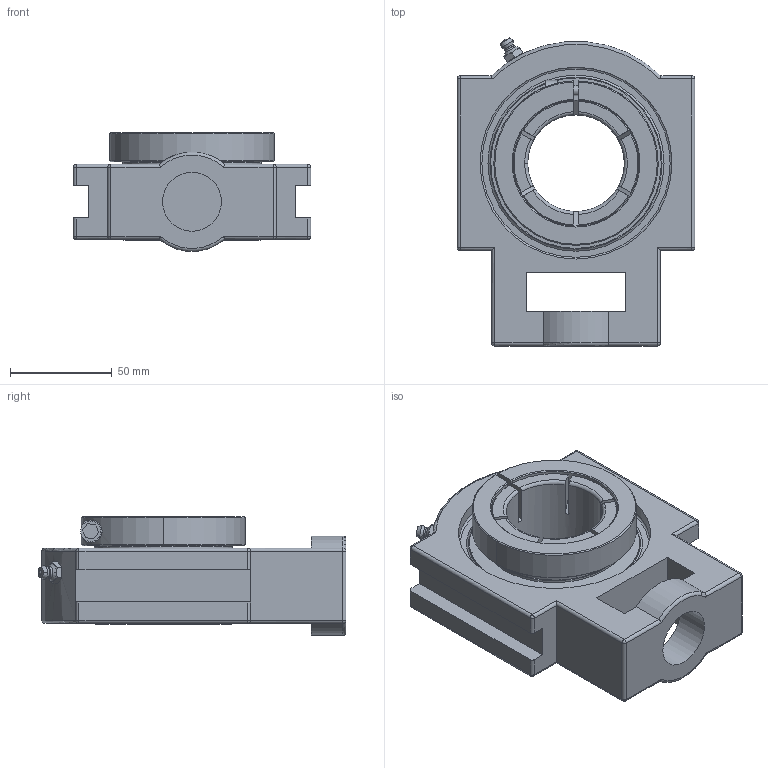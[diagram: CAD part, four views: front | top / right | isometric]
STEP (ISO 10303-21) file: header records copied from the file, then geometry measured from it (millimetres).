
FILE_DESCRIPTION(('HOOPS Exchange Step'),'2;1');
FILE_NAME('export-AA76BE2E-72D9-41CD-B0F7-63AFB7414FD1.stp','2019-12-18T08:42:04-08:00',('ibuslach'),('Alibre'),'HOOPS Exchange 2019.2','Alibre','Unknown authorisation');
FILE_SCHEMA( ('AP242_MANAGED_MODEL_BASED_3D_ENGINEERING_MIM_LF {1 0 10303 442 1 1 4 }') );
Length unit declared in the file: centimetre
Products named in the file (8): MRN ST 210; UCP ZERK 6mm; SUE 210 SHIELD; SUE 210 LOCK RING; SUE 210 BOLT; SUE 210-30 RACES; MRN SUE 210-30; MRN SUET 210-30
Assembly tree (8 placements, depth 3):
  MRN SUET 210-30
    MRN ST 210
    UCP ZERK 6mm
    MRN SUE 210-30
      SUE 210 SHIELD  x2
      SUE 210 LOCK RING
      SUE 210 BOLT
      SUE 210-30 RACES
Bounding box: 117 x 151.68 x 58.6 mm (x, y, z)
Volume: 388286.6 mm3; surface area: 112728.7 mm2
Topology: 8 solids, 8 shells, 274 faces, 736 edges, 462 vertices
Faces by surface type: plane 90, cylinder 88, cone 40, torus 31, sphere 21, bspline 4
Full cylindrical faces by diameter (mm): 1.976 x2, 4.917 x2, 6 x2, 6.4 x1, 10 x1, 29 x1, 47.625 x1, 68 x4, 69.016 x2, 80 x2, 84 x2, 94.476 x2
Entity records: 13120 total; most frequent: CARTESIAN_POINT 6269, DIRECTION 1451, ORIENTED_EDGE 1396, EDGE_CURVE 698, AXIS2_PLACEMENT_3D 579, VERTEX_POINT 448, VECTOR 293, LINE 293
